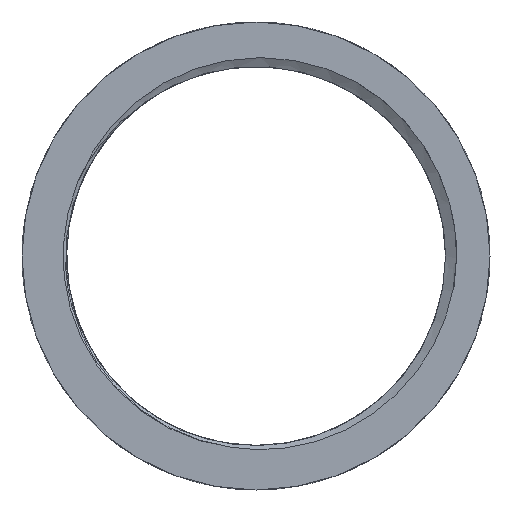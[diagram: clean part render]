
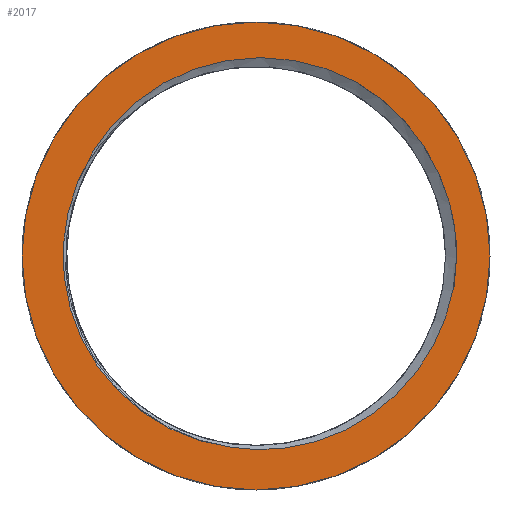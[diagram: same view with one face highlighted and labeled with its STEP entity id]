
A CAD part, front view. The second image highlights one B-rep face of the part: STEP entity #2017.
In plain terms, the highlighted planar face has unit normal (0, -1, 0).
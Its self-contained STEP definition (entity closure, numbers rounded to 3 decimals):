
#1=CARTESIAN_POINT('',(0.,0.,0.));
#2=DIRECTION('',(0.,1.,0.));
#3=DIRECTION('',(1.,0.,0.));
#4=AXIS2_PLACEMENT_3D('',#1,#2,#3);
#6=CARTESIAN_POINT('',(0.,0.,0.));
#7=DIRECTION('',(0.,1.,0.));
#8=DIRECTION('',(-1.,0.,0.));
#9=AXIS2_PLACEMENT_3D('',#6,#7,#8);
#11=CARTESIAN_POINT('',(0.,0.,0.));
#12=DIRECTION('',(0.,-1.,0.));
#13=DIRECTION('',(-0.923,0.,0.385));
#14=AXIS2_PLACEMENT_3D('',#11,#12,#13);
#16=CARTESIAN_POINT('',(0.001,0.,-0.001));
#17=DIRECTION('',(0.,-1.,0.));
#18=DIRECTION('',(1.,0.,0.));
#19=AXIS2_PLACEMENT_3D('',#16,#17,#18);
#21=CARTESIAN_POINT('',(0.001,0.,-0.001));
#22=DIRECTION('',(0.,-1.,0.));
#23=DIRECTION('',(0.966,0.,0.259));
#24=AXIS2_PLACEMENT_3D('',#21,#22,#23);
#1628=CARTESIAN_POINT('',(-25.872,0.,
10.801));
#1629=CARTESIAN_POINT('',(-25.385,0.,
12.048));
#1630=CARTESIAN_POINT('',(-24.245,0.,
14.445));
#1631=CARTESIAN_POINT('',(-22.036,0.,
17.788));
#1632=CARTESIAN_POINT('',(-19.36,0.,
20.795));
#1633=CARTESIAN_POINT('',(-16.253,0.,
23.42));
#1634=CARTESIAN_POINT('',(-12.858,0.,25.546));
#1635=CARTESIAN_POINT('',(-9.134,0.,
27.201));
#1636=CARTESIAN_POINT('',(-5.237,0.,
28.309));
#1637=CARTESIAN_POINT('',(-1.18,0.,
28.857));
#1638=CARTESIAN_POINT('',(2.895,0.,
28.829));
#1639=CARTESIAN_POINT('',(6.914,0.,28.235));
#1640=CARTESIAN_POINT('',(10.878,0.,27.057));
#1641=CARTESIAN_POINT('',(13.367,0.,25.917));
#1642=CARTESIAN_POINT('',(14.579,0.,25.253));
#1716=CARTESIAN_POINT('',(29.16,0.,
0.001));
#1717=CARTESIAN_POINT('',(29.129,0.,
-1.337));
#1718=CARTESIAN_POINT('',(28.886,0.,
-3.911));
#1719=CARTESIAN_POINT('',(28.103,0.,
-7.385));
#1720=CARTESIAN_POINT('',(26.953,0.,
-10.684));
#1721=CARTESIAN_POINT('',(25.19,0.,
-14.152));
#1722=CARTESIAN_POINT('',(23.393,0.,
-16.824));
#1723=CARTESIAN_POINT('',(20.908,0.,
-19.731));
#1724=CARTESIAN_POINT('',(18.09,0.,
-22.219));
#1725=CARTESIAN_POINT('',(15.001,0.,
-24.315));
#1726=CARTESIAN_POINT('',(11.573,0.,
-26.028));
#1727=CARTESIAN_POINT('',(7.909,0.,
-27.271));
#1728=CARTESIAN_POINT('',(4.099,0.,
-28.009));
#1729=CARTESIAN_POINT('',(0.186,0.,
-28.212));
#1730=CARTESIAN_POINT('',(-2.328,0.,
-27.997));
#1731=CARTESIAN_POINT('',(-3.579,0.,
-27.806));
#1875=CARTESIAN_POINT('',(34.,0.,0.));
#1876=CARTESIAN_POINT('',(-34.,0.,0.));
#1877=VERTEX_POINT('',#1875);
#1878=VERTEX_POINT('',#1876);
#1879=CARTESIAN_POINT('',(-25.872,0.,
10.8));
#1880=CARTESIAN_POINT('',(-3.583,0.,
-27.806));
#1881=VERTEX_POINT('',#1879);
#1882=VERTEX_POINT('',#1880);
#1883=VERTEX_POINT('',#1716);
#1884=CARTESIAN_POINT('',(28.167,0.,7.545));
#1885=VERTEX_POINT('',#1884);
#1886=CARTESIAN_POINT('',(14.576,0.,25.254));
#1887=VERTEX_POINT('',#1886);
#1994=CARTESIAN_POINT('',(0.,0.,0.));
#1995=DIRECTION('',(0.,1.,0.));
#1996=DIRECTION('',(1.,0.,0.));
#1997=AXIS2_PLACEMENT_3D('',#1994,#1995,#1996);
#1998=PLANE('',#1997);
#2000=ORIENTED_EDGE('',*,*,#1999,.T.);
#2002=ORIENTED_EDGE('',*,*,#2001,.T.);
#2003=EDGE_LOOP('',(#2000,#2002));
#2004=FACE_OUTER_BOUND('',#2003,.F.);
#2006=ORIENTED_EDGE('',*,*,#2005,.T.);
#2008=ORIENTED_EDGE('',*,*,#2007,.F.);
#2010=ORIENTED_EDGE('',*,*,#2009,.T.);
#2012=ORIENTED_EDGE('',*,*,#2011,.T.);
#2014=ORIENTED_EDGE('',*,*,#2013,.F.);
#2015=EDGE_LOOP('',(#2006,#2008,#2010,#2012,#2014));
#2016=FACE_BOUND('',#2015,.F.);
#5=CIRCLE('',#4,34.);
#10=CIRCLE('',#9,34.);
#15=CIRCLE('',#14,28.036);
#20=CIRCLE('',#19,29.159);
#25=CIRCLE('',#24,29.159);
#1643=B_SPLINE_CURVE_WITH_KNOTS('',3,(#1628,#1629,#1630,#1631,#1632,#1633,#1634,
#1635,#1636,#1637,#1638,#1639,#1640,#1641,#1642),.UNSPECIFIED.,.F.,.F.,(4,1,1,1,
1,1,1,1,1,1,1,1,4),(0.,0.083,0.167,0.25,
0.333,0.417,0.5,0.583,0.667,
0.75,0.833,0.917,1.),.UNSPECIFIED.);
#1732=B_SPLINE_CURVE_WITH_KNOTS('',3,(#1716,#1717,#1718,#1719,#1720,#1721,#1722,
#1723,#1724,#1725,#1726,#1727,#1728,#1729,#1730,#1731),.UNSPECIFIED.,.F.,.F.,(4,
1,1,1,1,1,1,1,1,1,1,1,1,4),(0.,0.077,0.154,
0.231,0.308,0.385,0.462,
0.538,0.615,0.692,0.769,
0.846,0.923,1.),.UNSPECIFIED.);
#1999=EDGE_CURVE('',#1877,#1878,#5,.T.);
#2001=EDGE_CURVE('',#1878,#1877,#10,.T.);
#2005=EDGE_CURVE('',#1881,#1882,#15,.T.);
#2007=EDGE_CURVE('',#1883,#1882,#1732,.T.);
#2009=EDGE_CURVE('',#1883,#1885,#20,.T.);
#2011=EDGE_CURVE('',#1885,#1887,#25,.T.);
#2013=EDGE_CURVE('',#1881,#1887,#1643,.T.);
#2017=ADVANCED_FACE('',(#2004,#2016),#1998,.F.);
